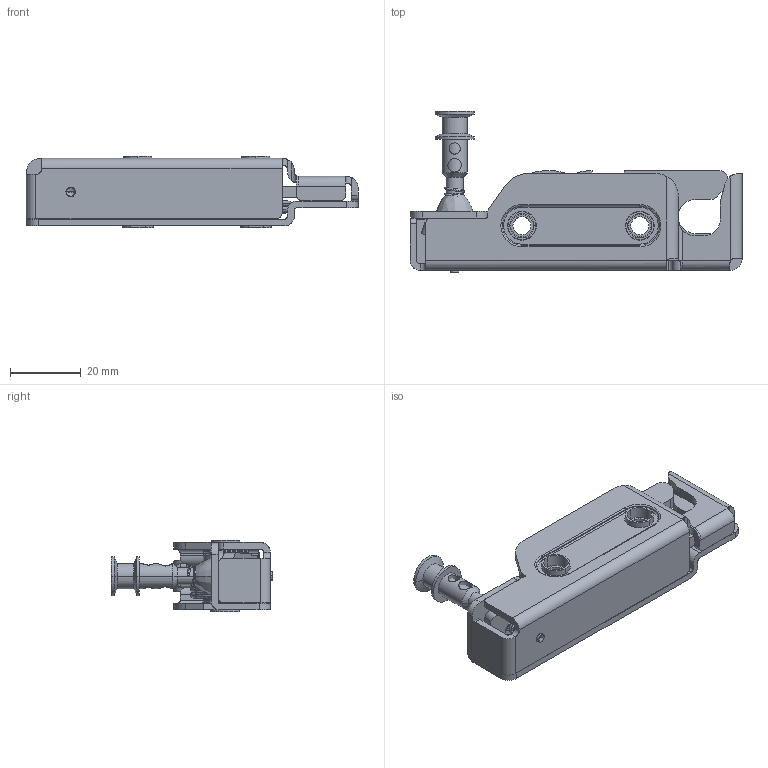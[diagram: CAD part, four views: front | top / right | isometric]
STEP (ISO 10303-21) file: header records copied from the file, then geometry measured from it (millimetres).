
FILE_DESCRIPTION((''),'2;1');
FILE_NAME('00046_G_ASM','2019-05-20T11:42:07',('Jim'),(''),'CREO PARAMETRIC BY PTC INC, 2018260','CREO PARAMETRIC BY PTC INC, 2018260','');
FILE_SCHEMA(('CONFIG_CONTROL_DESIGN'));
Length unit declared in the file: inch
Products named in the file (13): 00048; 00794; 00047; 00795; 00051; 00052; 00053; 00054; 00055; 00056; 00058; 00057; 00046_G_ASM
Assembly tree (14 placements, depth 2):
  00046_G_ASM
    00048
    00794  x2
    00047
    00795  x2
    00051
    00052
    00053
    00054
    00055
    00056
    00058
    00057
Bounding box: 93.85 x 45.52 x 20.24 mm (x, y, z)
Volume: 19135.2 mm3; surface area: 24714.4 mm2
Topology: 14 solids, 20 shells, 455 faces, 1116 edges, 700 vertices
Faces by surface type: cylinder 213, plane 157, torus 45, cone 18, bspline 16, extrusion 4, sphere 2
Entity records: 32327 total; most frequent: CARTESIAN_POINT 21964, DIRECTION 2215, ORIENTED_EDGE 2028, EDGE_CURVE 1022, AXIS2_PLACEMENT_3D 851, VERTEX_POINT 646, VECTOR 513, LINE 509
